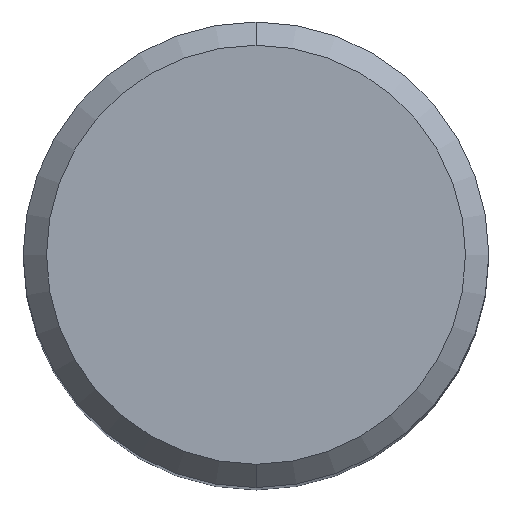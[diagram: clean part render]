
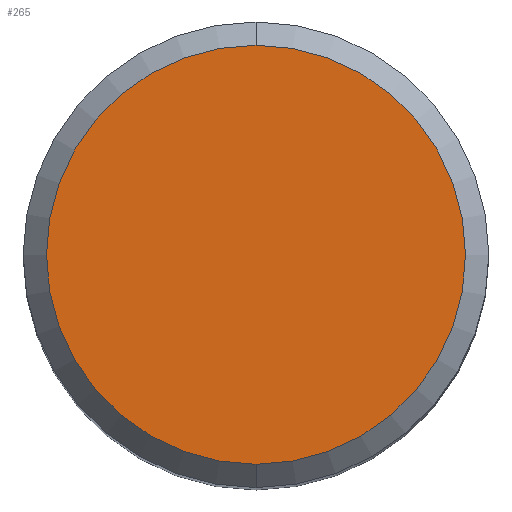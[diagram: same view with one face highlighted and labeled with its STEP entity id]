
A CAD part, top view. The second image highlights one B-rep face of the part: STEP entity #265.
In plain terms, the highlighted planar face has unit normal (0, 0, 1).
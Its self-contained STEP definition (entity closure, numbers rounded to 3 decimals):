
#185=VERTEX_POINT('',#478);
#201=VERTEX_POINT('',#496);
#265=ADVANCED_FACE('',(#567),#568,.T.);
#303=EDGE_CURVE('',#185,#201,#610,.T.);
#415=EDGE_CURVE('',#201,#185,#731,.T.);
#478=CARTESIAN_POINT('',(0.0,7.2,0.));
#496=CARTESIAN_POINT('',(0.,-7.2,0.));
#567=FACE_OUTER_BOUND('',#981,.T.);
#568=PLANE('',#982);
#610=CIRCLE('',#1080,7.2);
#731=CIRCLE('',#1370,7.2);
#981=EDGE_LOOP('',(#1566,#1567));
#982=AXIS2_PLACEMENT_3D('',#1568,#1569,#1570);
#1080=AXIS2_PLACEMENT_3D('',#1617,#1618,#1619);
#1370=AXIS2_PLACEMENT_3D('',#1743,#1744,#1745);
#1566=ORIENTED_EDGE('',*,*,#303,.F.);
#1567=ORIENTED_EDGE('',*,*,#415,.F.);
#1568=CARTESIAN_POINT('',(0.0,3.6,0.));
#1569=DIRECTION('',(-0.0,0.0,1.0));
#1570=DIRECTION('',(0.0,-1.0,0.0));
#1617=CARTESIAN_POINT('',(0.0,0.0,0.));
#1618=DIRECTION('',(0.0,0.0,-1.0));
#1619=DIRECTION('',(0.0,1.0,0.0));
#1743=CARTESIAN_POINT('',(0.0,0.0,0.));
#1744=DIRECTION('',(0.0,0.0,-1.0));
#1745=DIRECTION('',(0.0,1.0,0.0));
